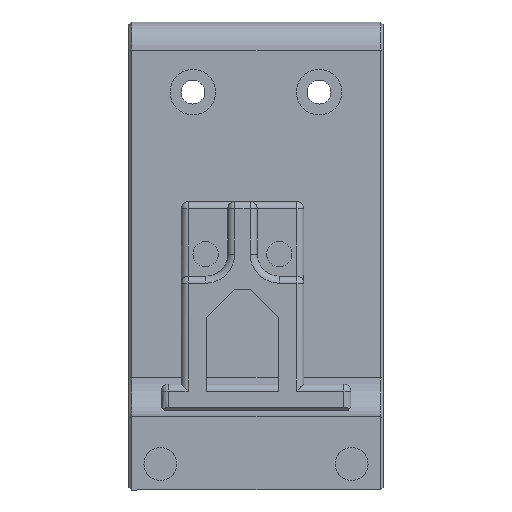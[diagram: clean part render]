
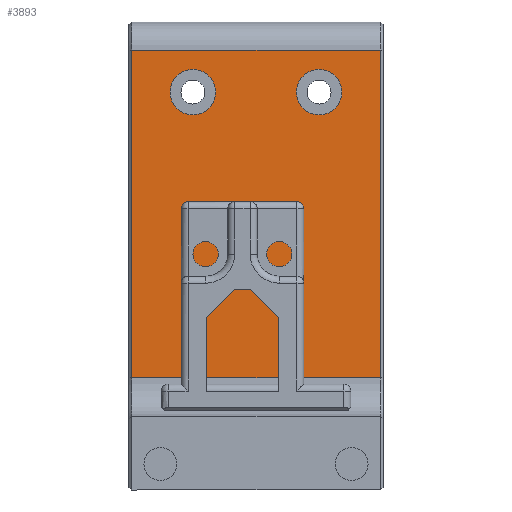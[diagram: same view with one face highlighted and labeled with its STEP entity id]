
A CAD part, front view. The second image highlights one B-rep face of the part: STEP entity #3893.
In plain terms, the highlighted planar face has unit normal (0, -1, 0).
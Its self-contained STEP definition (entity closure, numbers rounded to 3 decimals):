
#74=FACE_BOUND('',#696,.T.);
#75=FACE_BOUND('',#697,.T.);
#210=CIRCLE('',#4281,3.25);
#211=CIRCLE('',#4282,3.25);
#461=FACE_OUTER_BOUND('',#695,.T.);
#695=EDGE_LOOP('',(#3353,#3354,#3355,#3356));
#696=EDGE_LOOP('',(#3357));
#697=EDGE_LOOP('',(#3358));
#1088=LINE('',#6527,#1479);
#1094=LINE('',#6543,#1485);
#1095=LINE('',#6545,#1486);
#1096=LINE('',#6546,#1487);
#1479=VECTOR('',#5287,10.);
#1485=VECTOR('',#5303,10.);
#1486=VECTOR('',#5304,10.);
#1487=VECTOR('',#5305,10.);
#1844=VERTEX_POINT('',#6519);
#1846=VERTEX_POINT('',#6525);
#1851=VERTEX_POINT('',#6542);
#1852=VERTEX_POINT('',#6544);
#1853=VERTEX_POINT('',#6547);
#1854=VERTEX_POINT('',#6549);
#2362=EDGE_CURVE('',#1846,#1844,#1088,.T.);
#2370=EDGE_CURVE('',#1851,#1846,#1094,.T.);
#2371=EDGE_CURVE('',#1852,#1851,#1095,.T.);
#2372=EDGE_CURVE('',#1844,#1852,#1096,.T.);
#2373=EDGE_CURVE('',#1853,#1853,#210,.T.);
#2374=EDGE_CURVE('',#1854,#1854,#211,.T.);
#3353=ORIENTED_EDGE('',*,*,#2362,.F.);
#3354=ORIENTED_EDGE('',*,*,#2370,.F.);
#3355=ORIENTED_EDGE('',*,*,#2371,.F.);
#3356=ORIENTED_EDGE('',*,*,#2372,.F.);
#3357=ORIENTED_EDGE('',*,*,#2373,.T.);
#3358=ORIENTED_EDGE('',*,*,#2374,.T.);
#3685=PLANE('',#4280);
#3893=ADVANCED_FACE('',(#461,#74,#75),#3685,.F.);
#4280=AXIS2_PLACEMENT_3D('',#6541,#5301,#5302);
#4281=AXIS2_PLACEMENT_3D('',#6548,#5306,#5307);
#4282=AXIS2_PLACEMENT_3D('',#6550,#5308,#5309);
#5287=DIRECTION('',(0.,0.,1.));
#5301=DIRECTION('center_axis',(0.,1.,0.));
#5302=DIRECTION('ref_axis',(0.,0.,
1.));
#5303=DIRECTION('',(-1.,0.,0.));
#5304=DIRECTION('',(0.,0.,-1.));
#5305=DIRECTION('',(1.,0.,0.));
#5306=DIRECTION('center_axis',(0.,1.,0.));
#5307=DIRECTION('ref_axis',(1.,0.,0.));
#5308=DIRECTION('center_axis',(0.,1.,0.));
#5309=DIRECTION('ref_axis',(1.,0.,0.));
#6519=CARTESIAN_POINT('',(110.9,339.412,53.723));
#6525=CARTESIAN_POINT('',(110.9,339.412,7.));
#6527=CARTESIAN_POINT('',(110.9,339.412,41.153));
#6541=CARTESIAN_POINT('Origin',(146.755,339.412,57.723));
#6542=CARTESIAN_POINT('',(146.355,339.412,7.));
#6543=CARTESIAN_POINT('',(137.937,339.412,7.));
#6544=CARTESIAN_POINT('',(146.355,339.412,53.723));
#6545=CARTESIAN_POINT('',(146.355,339.412,41.153));
#6546=CARTESIAN_POINT('',(137.691,339.412,53.723));
#6547=CARTESIAN_POINT('',(134.375,339.412,47.723));
#6548=CARTESIAN_POINT('Origin',(137.625,339.412,47.723));
#6549=CARTESIAN_POINT('',(116.375,339.412,47.723));
#6550=CARTESIAN_POINT('Origin',(119.625,339.412,47.723));
